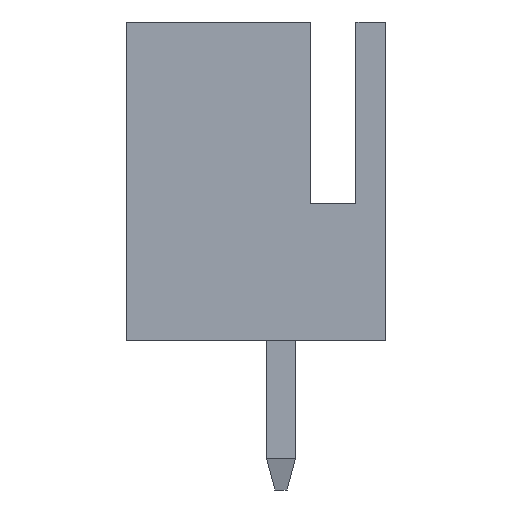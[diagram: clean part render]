
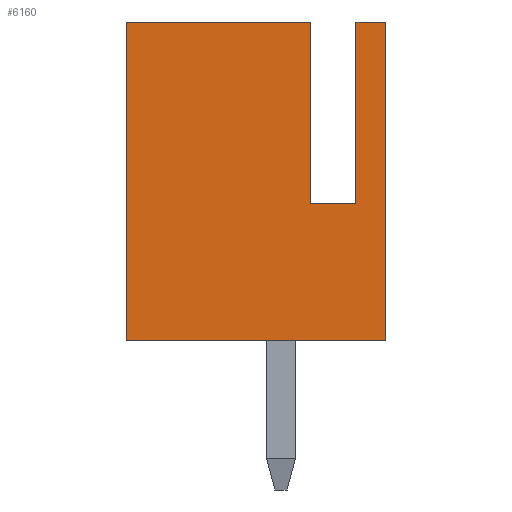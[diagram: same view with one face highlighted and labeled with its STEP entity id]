
A CAD part, left-side view. The second image highlights one B-rep face of the part: STEP entity #6160.
In plain terms, the highlighted planar face has unit normal (-1, 0, 0).
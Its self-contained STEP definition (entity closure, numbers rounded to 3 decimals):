
#554 = CARTESIAN_POINT ( 'NONE',  ( -16.3, 0.65, 7. ) ) ;
#726 = DIRECTION ( 'NONE',  ( 0., 0., -1. ) ) ;
#730 = CARTESIAN_POINT ( 'NONE',  ( -16.3, 0., 7. ) ) ;
#1075 = DIRECTION ( 'NONE',  ( 0., -1., 0. ) ) ;
#1164 = ORIENTED_EDGE ( 'NONE', *, *, #5461, .T. ) ;
#1178 = ORIENTED_EDGE ( 'NONE', *, *, #11618, .F. ) ;
#1333 = LINE ( 'NONE', #3602, #7716 ) ;
#1953 = LINE ( 'NONE', #554, #11354 ) ;
#2876 = DIRECTION ( 'NONE',  ( 0., 0., 1. ) ) ;
#3019 = ORIENTED_EDGE ( 'NONE', *, *, #3785, .F. ) ;
#3387 = VECTOR ( 'NONE', #4507, 1000. ) ;
#3406 = PLANE ( 'NONE',  #8667 ) ;
#3602 = CARTESIAN_POINT ( 'NONE',  ( -16.3, 5.7, 0. ) ) ;
#3785 = EDGE_CURVE ( 'NONE', #6899, #5942, #6009, .T. ) ;
#3876 = DIRECTION ( 'NONE',  ( 0., 0., -1. ) ) ;
#3971 = VERTEX_POINT ( 'NONE', #10212 ) ;
#4064 = CARTESIAN_POINT ( 'NONE',  ( -16.3, 5.7, 7. ) ) ;
#4131 = DIRECTION ( 'NONE',  ( 0., -1., 0. ) ) ;
#4153 = VECTOR ( 'NONE', #1075, 1000. ) ;
#4165 = VECTOR ( 'NONE', #9723, 1000. ) ;
#4278 = LINE ( 'NONE', #4064, #12593 ) ;
#4507 = DIRECTION ( 'NONE',  ( 0., 1., 0. ) ) ;
#4539 = CARTESIAN_POINT ( 'NONE',  ( -16.3, 0., 0. ) ) ;
#4589 = FACE_OUTER_BOUND ( 'NONE', #7487, .T. ) ;
#4608 = EDGE_CURVE ( 'NONE', #8290, #6705, #10726, .T. ) ;
#4986 = VERTEX_POINT ( 'NONE', #10823 ) ;
#5025 = CARTESIAN_POINT ( 'NONE',  ( -16.3, 0., 7. ) ) ;
#5234 = ORIENTED_EDGE ( 'NONE', *, *, #9537, .F. ) ;
#5372 = CARTESIAN_POINT ( 'NONE',  ( -16.3, 5.7, 7. ) ) ;
#5461 = EDGE_CURVE ( 'NONE', #3971, #11149, #7670, .T. ) ;
#5942 = VERTEX_POINT ( 'NONE', #4539 ) ;
#6009 = LINE ( 'NONE', #730, #6619 ) ;
#6132 = CARTESIAN_POINT ( 'NONE',  ( -16.3, 5.7, 7. ) ) ;
#6135 = CARTESIAN_POINT ( 'NONE',  ( -16.3, 5.7, 7. ) ) ;
#6160 = ADVANCED_FACE ( 'NONE', ( #4589 ), #3406, .F. ) ;
#6619 = VECTOR ( 'NONE', #9306, 1000. ) ;
#6705 = VERTEX_POINT ( 'NONE', #10395 ) ;
#6899 = VERTEX_POINT ( 'NONE', #5025 ) ;
#7487 = EDGE_LOOP ( 'NONE', ( #5234, #1164, #9246, #9135, #12823, #13518, #3019, #1178 ) ) ;
#7670 = LINE ( 'NONE', #7736, #3387 ) ;
#7716 = VECTOR ( 'NONE', #12226, 1000. ) ;
#7736 = CARTESIAN_POINT ( 'NONE',  ( -16.3, 5.7, 3. ) ) ;
#7794 = CARTESIAN_POINT ( 'NONE',  ( -16.3, 5.7, 0. ) ) ;
#8145 = LINE ( 'NONE', #11488, #10587 ) ;
#8290 = VERTEX_POINT ( 'NONE', #6135 ) ;
#8667 = AXIS2_PLACEMENT_3D ( 'NONE', #6132, #12442, #726 ) ;
#9098 = EDGE_CURVE ( 'NONE', #9928, #5942, #1333, .T. ) ;
#9135 = ORIENTED_EDGE ( 'NONE', *, *, #4608, .F. ) ;
#9246 = ORIENTED_EDGE ( 'NONE', *, *, #9662, .F. ) ;
#9306 = DIRECTION ( 'NONE',  ( 0., 0., -1. ) ) ;
#9537 = EDGE_CURVE ( 'NONE', #3971, #4986, #1953, .T. ) ;
#9648 = LINE ( 'NONE', #11704, #4165 ) ;
#9662 = EDGE_CURVE ( 'NONE', #6705, #11149, #9648, .T. ) ;
#9723 = DIRECTION ( 'NONE',  ( 0., 0., -1. ) ) ;
#9928 = VERTEX_POINT ( 'NONE', #7794 ) ;
#10212 = CARTESIAN_POINT ( 'NONE',  ( -16.3, 0.65, 3. ) ) ;
#10395 = CARTESIAN_POINT ( 'NONE',  ( -16.3, 1.65, 7. ) ) ;
#10587 = VECTOR ( 'NONE', #3876, 1000. ) ;
#10726 = LINE ( 'NONE', #5372, #4153 ) ;
#10823 = CARTESIAN_POINT ( 'NONE',  ( -16.3, 0.65, 7. ) ) ;
#11149 = VERTEX_POINT ( 'NONE', #11672 ) ;
#11354 = VECTOR ( 'NONE', #2876, 1000. ) ;
#11488 = CARTESIAN_POINT ( 'NONE',  ( -16.3, 5.7, 7. ) ) ;
#11618 = EDGE_CURVE ( 'NONE', #4986, #6899, #4278, .T. ) ;
#11672 = CARTESIAN_POINT ( 'NONE',  ( -16.3, 1.65, 3. ) ) ;
#11704 = CARTESIAN_POINT ( 'NONE',  ( -16.3, 1.65, 7. ) ) ;
#12226 = DIRECTION ( 'NONE',  ( 0., -1., 0. ) ) ;
#12442 = DIRECTION ( 'NONE',  ( 1., 0., 0. ) ) ;
#12593 = VECTOR ( 'NONE', #4131, 1000. ) ;
#12823 = ORIENTED_EDGE ( 'NONE', *, *, #13791, .T. ) ;
#13518 = ORIENTED_EDGE ( 'NONE', *, *, #9098, .T. ) ;
#13791 = EDGE_CURVE ( 'NONE', #8290, #9928, #8145, .T. ) ;
